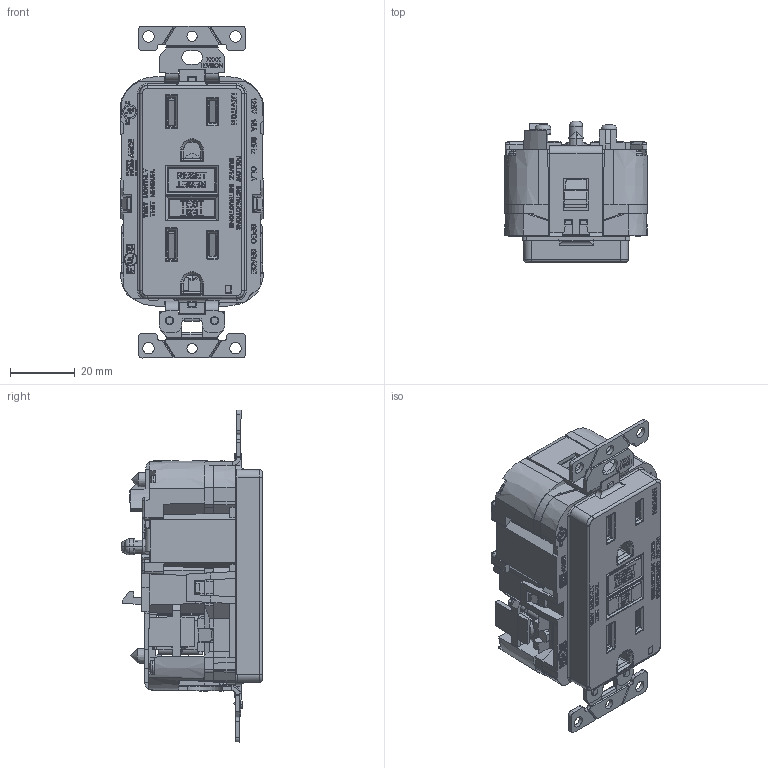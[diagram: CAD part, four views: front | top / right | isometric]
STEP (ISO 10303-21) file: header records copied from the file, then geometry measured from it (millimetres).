
FILE_DESCRIPTION (( 'STEP AP214' ), '1' );
FILE_NAME ('CATSTD-MGFN1-000.STEP', '2020-08-12T19:41:26', ( '' ), ( '' ), 'SwSTEP 2.0', 'SolidWorks 2017', '' );
FILE_SCHEMA (( 'AUTOMOTIVE_DESIGN' ));
Length unit declared in the file: inch
Products named in the file (1): CATSTD-MGFN1-000
Bounding box: 44.57 x 43.98 x 102.95 mm (x, y, z)
Surface area: 29713.7 mm2 (no closed solid volume)
Topology: 0 solids, 136 shells, 4526 faces, 21273 edges, 16290 vertices
Faces by surface type: plane 3054, bspline 1021, cylinder 360, cone 55, torus 19, sphere 17
Entity records: 337166 total; most frequent: CARTESIAN_POINT 128407, ORIENTED_EDGE 29859, DIRECTION 23229, EDGE_CURVE 21255, VERTEX_POINT 16290, VECTOR 14583, LINE 14583, B_SPLINE_CURVE_WITH_KNOTS 5494
